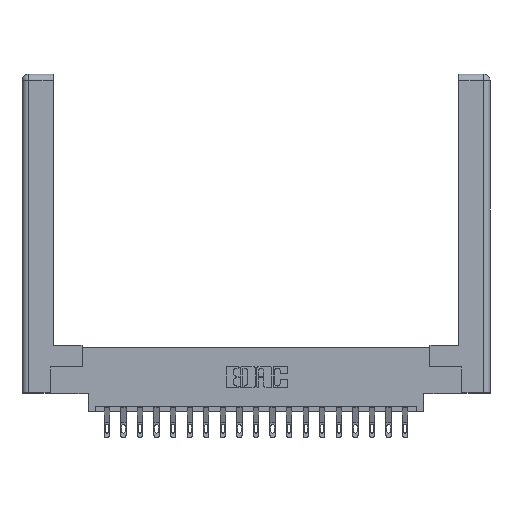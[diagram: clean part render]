
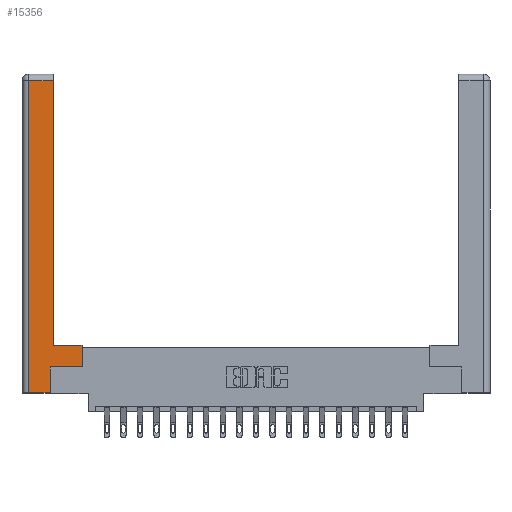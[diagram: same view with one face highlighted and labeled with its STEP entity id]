
A CAD part, top view. The second image highlights one B-rep face of the part: STEP entity #15356.
In plain terms, the highlighted planar face has unit normal (0, 0, 1).
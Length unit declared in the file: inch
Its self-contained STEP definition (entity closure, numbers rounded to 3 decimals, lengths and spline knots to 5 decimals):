
#533 = DIRECTION ( 'NONE',  ( 0., -1., 0. ) ) ;
#781 = DIRECTION ( 'NONE',  ( 0., 1., 0. ) ) ;
#1079 = CARTESIAN_POINT ( 'NONE',  ( 0.565, 0.245, 0. ) ) ;
#1803 = EDGE_CURVE ( 'NONE', #4926, #10851, #1951, .T. ) ;
#1951 = LINE ( 'NONE', #3208, #17798 ) ;
#2452 = VECTOR ( 'NONE', #781, 39.37008 ) ;
#3000 = DIRECTION ( 'NONE',  ( -1., 0., 0. ) ) ;
#3208 = CARTESIAN_POINT ( 'NONE',  ( 0.295, 0.45, 0. ) ) ;
#3502 = EDGE_CURVE ( 'NONE', #16563, #17200, #17826, .T. ) ;
#3604 = CARTESIAN_POINT ( 'NONE',  ( 0.0615, 0., 0. ) ) ;
#3629 = EDGE_CURVE ( 'NONE', #13636, #4926, #9022, .T. ) ;
#3641 = DIRECTION ( 'NONE',  ( -1., 0., 0. ) ) ;
#3746 = VECTOR ( 'NONE', #14598, 39.37008 ) ;
#3761 = EDGE_CURVE ( 'NONE', #5384, #13636, #17340, .T. ) ;
#3937 = FACE_OUTER_BOUND ( 'NONE', #18928, .T. ) ;
#3970 = ORIENTED_EDGE ( 'NONE', *, *, #4612, .T. ) ;
#4023 = DIRECTION ( 'NONE',  ( 0., 1., 0. ) ) ;
#4170 = CARTESIAN_POINT ( 'NONE',  ( 0.265, 0.245, 0. ) ) ;
#4263 = CARTESIAN_POINT ( 'NONE',  ( 0.565, 0.245, 0. ) ) ;
#4279 = VECTOR ( 'NONE', #3641, 39.37008 ) ;
#4309 = LINE ( 'NONE', #11360, #3746 ) ;
#4473 = CARTESIAN_POINT ( 'NONE',  ( 0.265, 0., 0. ) ) ;
#4503 = VERTEX_POINT ( 'NONE', #13186 ) ;
#4612 = EDGE_CURVE ( 'NONE', #15320, #5384, #5177, .T. ) ;
#4891 = DIRECTION ( 'NONE',  ( -1., 0., 0. ) ) ;
#4926 = VERTEX_POINT ( 'NONE', #5544 ) ;
#5177 = LINE ( 'NONE', #7444, #2452 ) ;
#5224 = VECTOR ( 'NONE', #533, 39.37008 ) ;
#5242 = VECTOR ( 'NONE', #4023, 39.37008 ) ;
#5384 = VERTEX_POINT ( 'NONE', #4170 ) ;
#5544 = CARTESIAN_POINT ( 'NONE',  ( 0.565, 0.45, 0. ) ) ;
#5779 = LINE ( 'NONE', #7081, #4279 ) ;
#5978 = AXIS2_PLACEMENT_3D ( 'NONE', #16003, #9333, #3000 ) ;
#6739 = VECTOR ( 'NONE', #16831, 39.37008 ) ;
#7081 = CARTESIAN_POINT ( 'NONE',  ( 0.0615, 2.94, 0. ) ) ;
#7135 = ORIENTED_EDGE ( 'NONE', *, *, #3502, .T. ) ;
#7444 = CARTESIAN_POINT ( 'NONE',  ( 0.265, 0.245, 0. ) ) ;
#7532 = DIRECTION ( 'NONE',  ( 1., 0., 0. ) ) ;
#8397 = CARTESIAN_POINT ( 'NONE',  ( 0.0615, 2.94, 0. ) ) ;
#9016 = CARTESIAN_POINT ( 'NONE',  ( 0.295, 3., 0. ) ) ;
#9022 = LINE ( 'NONE', #13548, #6739 ) ;
#9105 = EDGE_CURVE ( 'NONE', #4503, #16563, #5779, .T. ) ;
#9328 = CARTESIAN_POINT ( 'NONE',  ( 0.0615, 0., 0. ) ) ;
#9333 = DIRECTION ( 'NONE',  ( 0., 0., -1. ) ) ;
#9588 = ORIENTED_EDGE ( 'NONE', *, *, #3629, .T. ) ;
#9645 = EDGE_CURVE ( 'NONE', #10851, #4503, #17596, .T. ) ;
#9730 = EDGE_CURVE ( 'NONE', #17200, #15320, #4309, .T. ) ;
#9862 = ORIENTED_EDGE ( 'NONE', *, *, #9645, .T. ) ;
#10851 = VERTEX_POINT ( 'NONE', #12811 ) ;
#11360 = CARTESIAN_POINT ( 'NONE',  ( 0.265, 0., 0. ) ) ;
#12811 = CARTESIAN_POINT ( 'NONE',  ( 0.295, 0.45, 0. ) ) ;
#13186 = CARTESIAN_POINT ( 'NONE',  ( 0.295, 2.94, 0. ) ) ;
#13548 = CARTESIAN_POINT ( 'NONE',  ( 0.565, 0.45, 0. ) ) ;
#13636 = VERTEX_POINT ( 'NONE', #4263 ) ;
#14598 = DIRECTION ( 'NONE',  ( 1., 0., 0. ) ) ;
#15067 = ORIENTED_EDGE ( 'NONE', *, *, #9105, .T. ) ;
#15320 = VERTEX_POINT ( 'NONE', #4473 ) ;
#15356 = ADVANCED_FACE ( 'NONE', ( #3937 ), #18996, .F. ) ;
#15565 = ORIENTED_EDGE ( 'NONE', *, *, #1803, .T. ) ;
#16003 = CARTESIAN_POINT ( 'NONE',  ( 0., 0., 0. ) ) ;
#16563 = VERTEX_POINT ( 'NONE', #8397 ) ;
#16831 = DIRECTION ( 'NONE',  ( 0., 1., 0. ) ) ;
#17200 = VERTEX_POINT ( 'NONE', #9328 ) ;
#17340 = LINE ( 'NONE', #1079, #19106 ) ;
#17596 = LINE ( 'NONE', #9016, #5242 ) ;
#17798 = VECTOR ( 'NONE', #4891, 39.37008 ) ;
#17826 = LINE ( 'NONE', #3604, #5224 ) ;
#18928 = EDGE_LOOP ( 'NONE', ( #9862, #15067, #7135, #20305, #3970, #19095, #9588, #15565 ) ) ;
#18996 = PLANE ( 'NONE',  #5978 ) ;
#19095 = ORIENTED_EDGE ( 'NONE', *, *, #3761, .T. ) ;
#19106 = VECTOR ( 'NONE', #7532, 39.37008 ) ;
#20305 = ORIENTED_EDGE ( 'NONE', *, *, #9730, .T. ) ;
